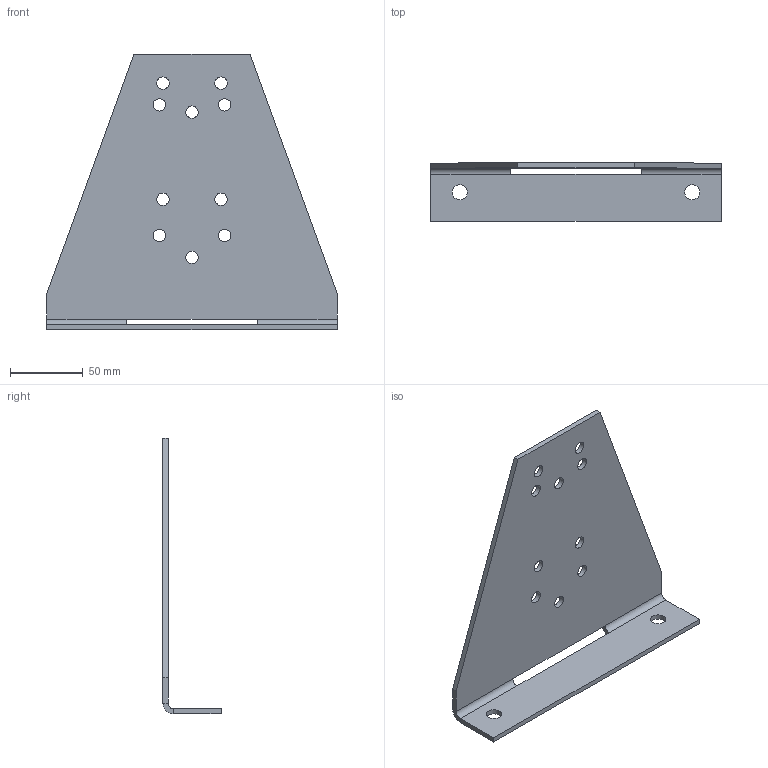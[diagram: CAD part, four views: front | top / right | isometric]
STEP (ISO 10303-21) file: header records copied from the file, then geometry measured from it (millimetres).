
FILE_DESCRIPTION(/* description */ (''),/* implementation_level */ '2;1');
FILE_NAME(/* name */ '534090.stp',/* time_stamp */ '2014-03-15T17:52:32+01:00',/* author */ ('jank'),/* organization */ ('Alutec K&K'),/* preprocessor_version */ 'ST-DEVELOPER v15.2',/* originating_system */ 'Autodesk Inventor 2014',/* authorisation */ '');
FILE_SCHEMA (('AUTOMOTIVE_DESIGN { 1 0 10303 214 3 1 1 }'));
Length unit declared in the file: millimetre
Products named in the file (1): 534090
Bounding box: 200 x 40 x 190 mm (x, y, z)
Volume: 116735.1 mm3; surface area: 71186.8 mm2
Topology: 1 solids, 1 shells, 34 faces, 96 edges, 62 vertices
Faces by surface type: plane 18, cylinder 16
Full cylindrical faces by diameter (mm): 8.5 x10, 10.5 x2
Entity records: 1034 total; most frequent: DIRECTION 176, CARTESIAN_POINT 161, ORIENTED_EDGE 148, EDGE_CURVE 74, EDGE_LOOP 70, AXIS2_PLACEMENT_3D 67, VERTEX_POINT 52, LINE 42
